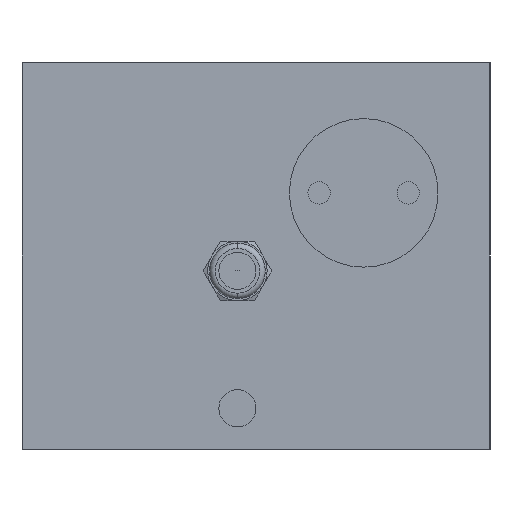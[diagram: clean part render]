
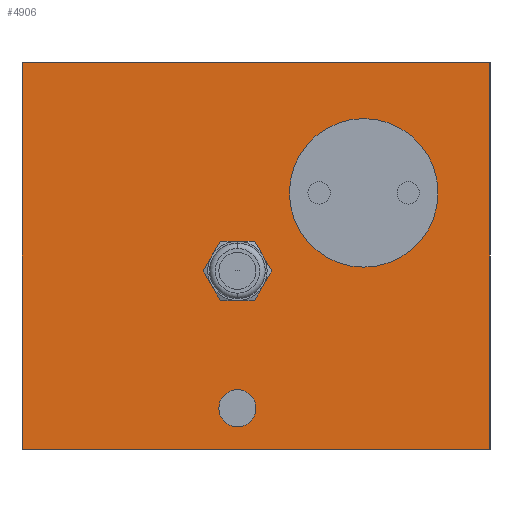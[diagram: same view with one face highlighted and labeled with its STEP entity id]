
A CAD part, left-side view. The second image highlights one B-rep face of the part: STEP entity #4906.
In plain terms, the highlighted planar face has unit normal (-1, 0, 0).
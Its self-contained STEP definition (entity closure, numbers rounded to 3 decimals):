
#25=DIRECTION('',(0.,-1.,0.));
#26=VECTOR('',#25,63.);
#27=CARTESIAN_POINT('',(0.,63.,0.));
#28=LINE('',#27,#26);
#519=DIRECTION('',(0.,0.,1.));
#520=VECTOR('',#519,52.);
#521=CARTESIAN_POINT('',(0.,63.,-52.));
#522=LINE('',#521,#520);
#563=DIRECTION('',(0.,-1.,0.));
#564=VECTOR('',#563,63.);
#565=CARTESIAN_POINT('',(0.,63.,-52.));
#566=LINE('',#565,#564);
#567=DIRECTION('',(0.,0.,1.));
#568=VECTOR('',#567,52.);
#569=CARTESIAN_POINT('',(0.,0.,-52.));
#570=LINE('',#569,#568);
#571=CARTESIAN_POINT('',(0.,17.,-17.5));
#572=DIRECTION('',(1.,0.,0.));
#573=DIRECTION('',(0.,0.,-1.));
#574=AXIS2_PLACEMENT_3D('',#571,#572,#573);
#576=CARTESIAN_POINT('',(0.,17.,-17.5));
#577=DIRECTION('',(1.,0.,0.));
#578=DIRECTION('',(0.,0.,1.));
#579=AXIS2_PLACEMENT_3D('',#576,#577,#578);
#581=CARTESIAN_POINT('',(0.,34.,-46.5));
#582=DIRECTION('',(1.,0.,0.));
#583=DIRECTION('',(0.,0.,-1.));
#584=AXIS2_PLACEMENT_3D('',#581,#582,#583);
#586=CARTESIAN_POINT('',(0.,34.,-46.5));
#587=DIRECTION('',(1.,0.,0.));
#588=DIRECTION('',(0.,0.,1.));
#589=AXIS2_PLACEMENT_3D('',#586,#587,#588);
#591=CARTESIAN_POINT('',(0.,34.,-28.));
#592=DIRECTION('',(-1.,0.,0.));
#593=DIRECTION('',(0.,-0.866,0.5));
#594=AXIS2_PLACEMENT_3D('',#591,#592,#593);
#596=CARTESIAN_POINT('',(0.,34.,-28.));
#597=DIRECTION('',(-1.,0.,0.));
#598=DIRECTION('',(0.,0.,1.));
#599=AXIS2_PLACEMENT_3D('',#596,#597,#598);
#601=CARTESIAN_POINT('',(0.,34.,-28.));
#602=DIRECTION('',(-1.,0.,0.));
#603=DIRECTION('',(0.,0.866,0.5));
#604=AXIS2_PLACEMENT_3D('',#601,#602,#603);
#606=CARTESIAN_POINT('',(0.,34.,-28.));
#607=DIRECTION('',(-1.,0.,0.));
#608=DIRECTION('',(0.,0.866,-0.5));
#609=AXIS2_PLACEMENT_3D('',#606,#607,#608);
#611=CARTESIAN_POINT('',(0.,34.,-28.));
#612=DIRECTION('',(-1.,0.,0.));
#613=DIRECTION('',(0.,0.,-1.));
#614=AXIS2_PLACEMENT_3D('',#611,#612,#613);
#616=CARTESIAN_POINT('',(0.,34.,-28.));
#617=DIRECTION('',(-1.,0.,0.));
#618=DIRECTION('',(0.,-0.866,-0.5));
#619=AXIS2_PLACEMENT_3D('',#616,#617,#618);
#3471=CARTESIAN_POINT('',(0.,0.,-52.));
#3472=VERTEX_POINT('',#3471);
#3473=CARTESIAN_POINT('',(0.,63.,-52.));
#3474=VERTEX_POINT('',#3473);
#3495=CARTESIAN_POINT('',(0.,0.,0.));
#3496=VERTEX_POINT('',#3495);
#3501=CARTESIAN_POINT('',(0.,63.,0.));
#3502=VERTEX_POINT('',#3501);
#3503=CARTESIAN_POINT('',(0.,17.,-27.5));
#3504=CARTESIAN_POINT('',(0.,17.,-7.5));
#3505=VERTEX_POINT('',#3503);
#3506=VERTEX_POINT('',#3504);
#3507=CARTESIAN_POINT('',(0.,34.,-49.));
#3508=CARTESIAN_POINT('',(0.,34.,-44.));
#3509=VERTEX_POINT('',#3507);
#3510=VERTEX_POINT('',#3508);
#4369=CARTESIAN_POINT('',(0.,30.536,-26.));
#4370=CARTESIAN_POINT('',(0.,34.,-24.));
#4371=VERTEX_POINT('',#4369);
#4372=VERTEX_POINT('',#4370);
#4373=CARTESIAN_POINT('',(0.,37.464,-30.));
#4374=CARTESIAN_POINT('',(0.,34.,-32.));
#4375=VERTEX_POINT('',#4373);
#4376=VERTEX_POINT('',#4374);
#4377=CARTESIAN_POINT('',(0.,30.536,-30.));
#4378=VERTEX_POINT('',#4377);
#4379=CARTESIAN_POINT('',(0.,37.464,-26.));
#4380=VERTEX_POINT('',#4379);
#4868=CARTESIAN_POINT('',(0.,31.5,-26.));
#4869=DIRECTION('',(1.,0.,0.));
#4870=DIRECTION('',(0.,-1.,0.));
#4871=AXIS2_PLACEMENT_3D('',#4868,#4869,#4870);
#4872=PLANE('',#4871);
#4873=ORIENTED_EDGE('',*,*,#4753,.F.);
#4874=ORIENTED_EDGE('',*,*,#4839,.T.);
#4875=ORIENTED_EDGE('',*,*,#4408,.T.);
#4877=ORIENTED_EDGE('',*,*,#4876,.F.);
#4878=EDGE_LOOP('',(#4873,#4874,#4875,#4877));
#4879=FACE_OUTER_BOUND('',#4878,.F.);
#4881=ORIENTED_EDGE('',*,*,#4880,.F.);
#4883=ORIENTED_EDGE('',*,*,#4882,.F.);
#4884=EDGE_LOOP('',(#4881,#4883));
#4885=FACE_BOUND('',#4884,.F.);
#4887=ORIENTED_EDGE('',*,*,#4886,.F.);
#4889=ORIENTED_EDGE('',*,*,#4888,.F.);
#4890=EDGE_LOOP('',(#4887,#4889));
#4891=FACE_BOUND('',#4890,.F.);
#4893=ORIENTED_EDGE('',*,*,#4892,.T.);
#4895=ORIENTED_EDGE('',*,*,#4894,.T.);
#4897=ORIENTED_EDGE('',*,*,#4896,.T.);
#4899=ORIENTED_EDGE('',*,*,#4898,.T.);
#4901=ORIENTED_EDGE('',*,*,#4900,.T.);
#4903=ORIENTED_EDGE('',*,*,#4902,.T.);
#4904=EDGE_LOOP('',(#4893,#4895,#4897,#4899,#4901,#4903));
#4905=FACE_BOUND('',#4904,.F.);
#4906=ADVANCED_FACE('',(#4879,#4885,#4891,#4905),#4872,.F.);
#575=CIRCLE('',#574,10.);
#580=CIRCLE('',#579,10.);
#585=CIRCLE('',#584,2.5);
#590=CIRCLE('',#589,2.5);
#595=CIRCLE('',#594,4.);
#600=CIRCLE('',#599,4.);
#605=CIRCLE('',#604,4.);
#610=CIRCLE('',#609,4.);
#615=CIRCLE('',#614,4.);
#620=CIRCLE('',#619,4.);
#4408=EDGE_CURVE('',#3502,#3496,#28,.T.);
#4753=EDGE_CURVE('',#3474,#3472,#566,.T.);
#4839=EDGE_CURVE('',#3474,#3502,#522,.T.);
#4876=EDGE_CURVE('',#3472,#3496,#570,.T.);
#4880=EDGE_CURVE('',#3505,#3506,#575,.T.);
#4882=EDGE_CURVE('',#3506,#3505,#580,.T.);
#4886=EDGE_CURVE('',#3509,#3510,#585,.T.);
#4888=EDGE_CURVE('',#3510,#3509,#590,.T.);
#4892=EDGE_CURVE('',#4371,#4372,#595,.T.);
#4894=EDGE_CURVE('',#4372,#4380,#600,.T.);
#4896=EDGE_CURVE('',#4380,#4375,#605,.T.);
#4898=EDGE_CURVE('',#4375,#4376,#610,.T.);
#4900=EDGE_CURVE('',#4376,#4378,#615,.T.);
#4902=EDGE_CURVE('',#4378,#4371,#620,.T.);
